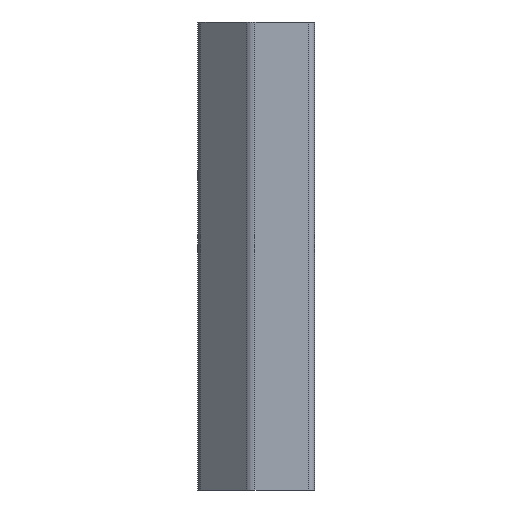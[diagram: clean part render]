
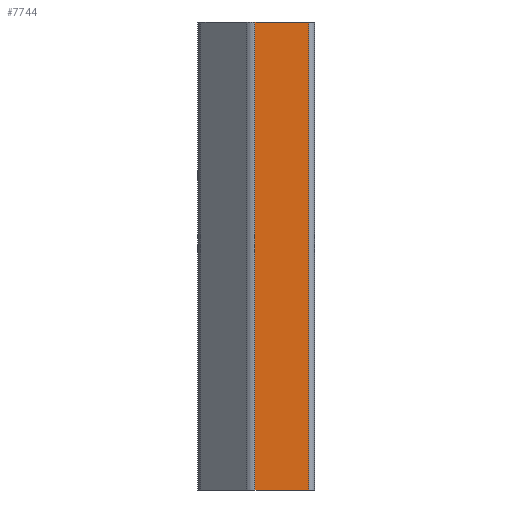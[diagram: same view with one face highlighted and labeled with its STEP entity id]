
A CAD part, left-side view. The second image highlights one B-rep face of the part: STEP entity #7744.
In plain terms, the highlighted planar face has unit normal (-1, 0, 0).
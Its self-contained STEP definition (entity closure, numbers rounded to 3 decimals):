
#27 = AXIS2_PLACEMENT_3D ( 'NONE', #3758, #6048, #1469 ) ;
#492 = VECTOR ( 'NONE', #3455, 1000. ) ;
#808 = ORIENTED_EDGE ( 'NONE', *, *, #3922, .F. ) ;
#1201 = LINE ( 'NONE', #4826, #3225 ) ;
#1247 = LINE ( 'NONE', #3916, #7345 ) ;
#1378 = CARTESIAN_POINT ( 'NONE',  ( -32.828, 2., 160. ) ) ;
#1469 = DIRECTION ( 'NONE',  ( 0., 0., -1. ) ) ;
#1513 = ORIENTED_EDGE ( 'NONE', *, *, #9703, .F. ) ;
#1554 = CARTESIAN_POINT ( 'NONE',  ( -32.828, 2., 0. ) ) ;
#1750 = DIRECTION ( 'NONE',  ( 0., -1., 0. ) ) ;
#2492 = LINE ( 'NONE', #5704, #492 ) ;
#2577 = VERTEX_POINT ( 'NONE', #1554 ) ;
#2740 = EDGE_CURVE ( 'NONE', #4416, #3391, #1201, .T. ) ;
#3064 = ORIENTED_EDGE ( 'NONE', *, *, #5686, .T. ) ;
#3225 = VECTOR ( 'NONE', #9395, 1000. ) ;
#3391 = VERTEX_POINT ( 'NONE', #7952 ) ;
#3455 = DIRECTION ( 'NONE',  ( 0., 0., -1. ) ) ;
#3758 = CARTESIAN_POINT ( 'NONE',  ( -32.828, 20.343, 160. ) ) ;
#3916 = CARTESIAN_POINT ( 'NONE',  ( -32.828, 20.343, 0. ) ) ;
#3922 = EDGE_CURVE ( 'NONE', #4416, #8177, #4213, .T. ) ;
#4213 = LINE ( 'NONE', #7847, #6222 ) ;
#4416 = VERTEX_POINT ( 'NONE', #9249 ) ;
#4826 = CARTESIAN_POINT ( 'NONE',  ( -32.828, 20.343, 160. ) ) ;
#5686 = EDGE_CURVE ( 'NONE', #3391, #2577, #1247, .T. ) ;
#5704 = CARTESIAN_POINT ( 'NONE',  ( -32.828, 2., 160. ) ) ;
#6048 = DIRECTION ( 'NONE',  ( 1., 0., 0. ) ) ;
#6222 = VECTOR ( 'NONE', #1750, 1000. ) ;
#7345 = VECTOR ( 'NONE', #9241, 1000. ) ;
#7744 = ADVANCED_FACE ( 'NONE', ( #9133 ), #9850, .F. ) ;
#7847 = CARTESIAN_POINT ( 'NONE',  ( -32.828, 20.343, 160. ) ) ;
#7952 = CARTESIAN_POINT ( 'NONE',  ( -32.828, 20.343, 0. ) ) ;
#8177 = VERTEX_POINT ( 'NONE', #1378 ) ;
#8375 = ORIENTED_EDGE ( 'NONE', *, *, #2740, .T. ) ;
#9133 = FACE_OUTER_BOUND ( 'NONE', #9278, .T. ) ;
#9241 = DIRECTION ( 'NONE',  ( 0., -1., 0. ) ) ;
#9249 = CARTESIAN_POINT ( 'NONE',  ( -32.828, 20.343, 160. ) ) ;
#9278 = EDGE_LOOP ( 'NONE', ( #3064, #1513, #808, #8375 ) ) ;
#9395 = DIRECTION ( 'NONE',  ( 0., 0., -1. ) ) ;
#9703 = EDGE_CURVE ( 'NONE', #8177, #2577, #2492, .T. ) ;
#9850 = PLANE ( 'NONE',  #27 ) ;
